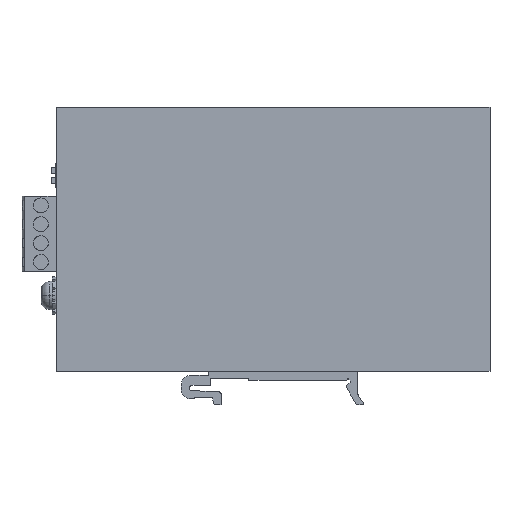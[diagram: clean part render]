
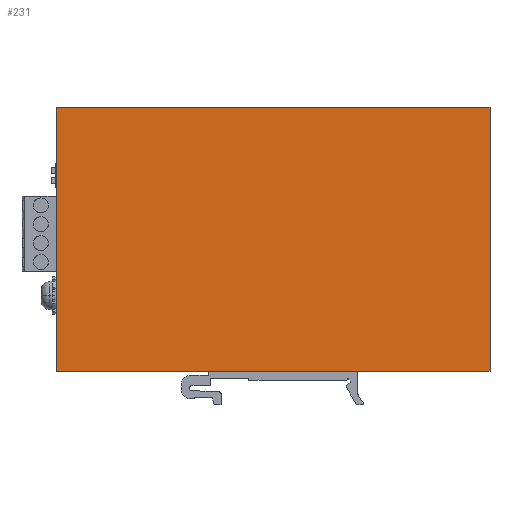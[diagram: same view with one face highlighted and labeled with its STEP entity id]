
A CAD part, left-side view. The second image highlights one B-rep face of the part: STEP entity #231.
In plain terms, the highlighted planar face has unit normal (-1, 0, 0).
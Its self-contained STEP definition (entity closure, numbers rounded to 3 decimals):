
#204=AXIS2_PLACEMENT_3D('Plane Axis2P3D',#201,#202,#203) ;
#36=CARTESIAN_POINT('Line Origine',(0.,57.5,78.8)) ;
#40=CARTESIAN_POINT('Vertex',(0.,115.,78.8)) ;
#42=CARTESIAN_POINT('Vertex',(0.,0.,78.8)) ;
#201=CARTESIAN_POINT('Axis2P3D Location',(0.,0.,77.8)) ;
#206=CARTESIAN_POINT('Line Origine',(0.,115.,43.8)) ;
#210=CARTESIAN_POINT('Vertex',(0.,115.,8.8)) ;
#213=CARTESIAN_POINT('Line Origine',(0.,57.5,8.8)) ;
#217=CARTESIAN_POINT('Vertex',(0.,0.,8.8)) ;
#220=CARTESIAN_POINT('Line Origine',(0.,0.,43.8)) ;
#37=DIRECTION('Vector Direction',(0.,-1.,0.)) ;
#202=DIRECTION('Axis2P3D Direction',(1.,0.,0.)) ;
#203=DIRECTION('Axis2P3D XDirection',(0.,-1.,0.)) ;
#207=DIRECTION('Vector Direction',(0.,0.,-1.)) ;
#214=DIRECTION('Vector Direction',(0.,1.,0.)) ;
#221=DIRECTION('Vector Direction',(0.,0.,1.)) ;
#38=VECTOR('Line Direction',#37,1.) ;
#208=VECTOR('Line Direction',#207,1.) ;
#215=VECTOR('Line Direction',#214,1.) ;
#222=VECTOR('Line Direction',#221,1.) ;
#226=ORIENTED_EDGE('',*,*,#44,.F.) ;
#227=ORIENTED_EDGE('',*,*,#212,.T.) ;
#228=ORIENTED_EDGE('',*,*,#219,.F.) ;
#229=ORIENTED_EDGE('',*,*,#224,.T.) ;
#231=ADVANCED_FACE('SWITCH',(#230),#205,.F.) ;
#44=EDGE_CURVE('',#41,#43,#39,.T.) ;
#212=EDGE_CURVE('',#41,#211,#209,.T.) ;
#219=EDGE_CURVE('',#218,#211,#216,.T.) ;
#224=EDGE_CURVE('',#218,#43,#223,.T.) ;
#225=EDGE_LOOP('',(#226,#227,#228,#229)) ;
#230=FACE_OUTER_BOUND('',#225,.T.) ;
#39=LINE('Line',#36,#38) ;
#209=LINE('Line',#206,#208) ;
#216=LINE('Line',#213,#215) ;
#223=LINE('Line',#220,#222) ;
#205=PLANE('',#204) ;
#41=VERTEX_POINT('',#40) ;
#43=VERTEX_POINT('',#42) ;
#211=VERTEX_POINT('',#210) ;
#218=VERTEX_POINT('',#217) ;
